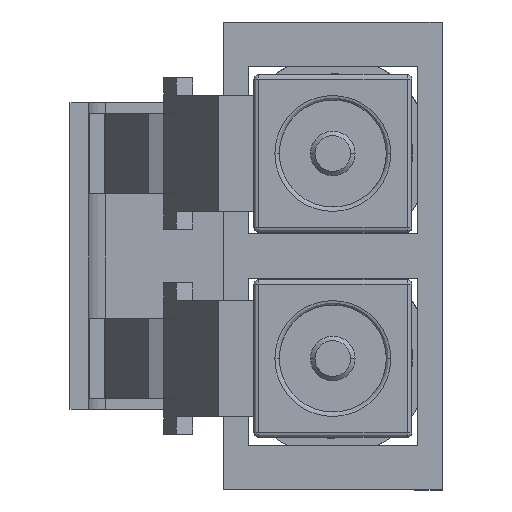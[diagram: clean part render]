
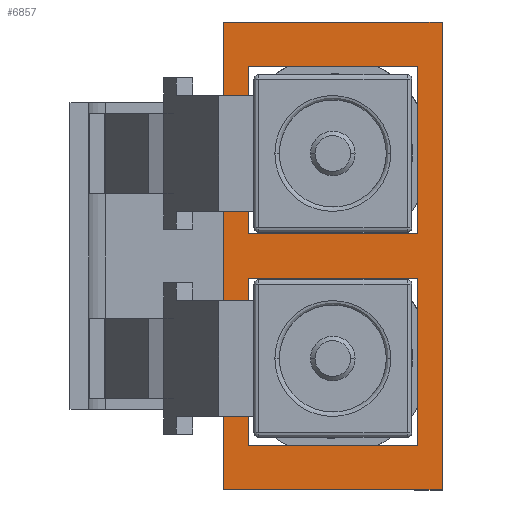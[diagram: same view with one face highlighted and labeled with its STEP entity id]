
A CAD part, left-side view. The second image highlights one B-rep face of the part: STEP entity #6857.
In plain terms, the highlighted face is planar.
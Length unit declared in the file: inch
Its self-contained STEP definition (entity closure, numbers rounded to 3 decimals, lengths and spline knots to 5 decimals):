
#737 = CARTESIAN_POINT ( 'NONE',  ( 0.2625, 0., 0.1225 ) ) ;
#738 = DIRECTION ( 'NONE',  ( 1., 0., 0. ) ) ;
#739 = VECTOR ( 'NONE', #738, 39.37008 ) ;
#740 = CARTESIAN_POINT ( 'NONE',  ( -0.2625, 0., 0.1225 ) ) ;
#741 = LINE ( 'NONE', #740, #739 ) ;
#769 = CARTESIAN_POINT ( 'NONE',  ( -0.2625, 0., 0.1225 ) ) ;
#770 = CARTESIAN_POINT ( 'NONE',  ( -0.2625, 0., -0.1225 ) ) ;
#771 = DIRECTION ( 'NONE',  ( 0., 0., 1. ) ) ;
#772 = VECTOR ( 'NONE', #771, 39.37008 ) ;
#773 = CARTESIAN_POINT ( 'NONE',  ( -0.2625, 0., -0.1225 ) ) ;
#774 = LINE ( 'NONE', #773, #772 ) ;
#815 = LINE ( 'NONE', #873, #872 ) ;
#844 = LINE ( 'NONE', #906, #905 ) ;
#845 = CARTESIAN_POINT ( 'NONE',  ( 0.2125, 0., -0.095 ) ) ;
#846 = DIRECTION ( 'NONE',  ( 0., 0., -1. ) ) ;
#847 = VECTOR ( 'NONE', #846, 39.37008 ) ;
#848 = CARTESIAN_POINT ( 'NONE',  ( 0.2125, 0., 0.095 ) ) ;
#849 = LINE ( 'NONE', #848, #847 ) ;
#870 = CARTESIAN_POINT ( 'NONE',  ( 0.2625, 0., -0.1225 ) ) ;
#871 = DIRECTION ( 'NONE',  ( 0., 0., -1. ) ) ;
#872 = VECTOR ( 'NONE', #871, 39.37008 ) ;
#873 = CARTESIAN_POINT ( 'NONE',  ( 0.2625, 0., -0.1225 ) ) ;
#879 = CARTESIAN_POINT ( 'NONE',  ( 0.025, 0., 0.095 ) ) ;
#880 = CARTESIAN_POINT ( 'NONE',  ( 0.025, 0., -0.095 ) ) ;
#881 = DIRECTION ( 'NONE',  ( 0., 0., 1. ) ) ;
#882 = VECTOR ( 'NONE', #881, 39.37008 ) ;
#883 = CARTESIAN_POINT ( 'NONE',  ( 0.025, 0., 0.095 ) ) ;
#884 = LINE ( 'NONE', #883, #882 ) ;
#885 = DIRECTION ( 'NONE',  ( 0., 0., 1. ) ) ;
#886 = DIRECTION ( 'NONE',  ( 0., 1., 0. ) ) ;
#887 = CARTESIAN_POINT ( 'NONE',  ( -0.2625, 0., -0.1225 ) ) ;
#888 = AXIS2_PLACEMENT_3D ( 'NONE', #887, #886, #885 ) ;
#889 = PLANE ( 'NONE',  #888 ) ;
#890 = FACE_OUTER_BOUND ( 'NONE', #6910, .T. ) ;
#891 = FACE_BOUND ( 'NONE', #6843, .T. ) ;
#892 = FACE_BOUND ( 'NONE', #6858, .T. ) ;
#893 = CARTESIAN_POINT ( 'NONE',  ( -0.025, 0., -0.095 ) ) ;
#894 = DIRECTION ( 'NONE',  ( 0., 0., -1. ) ) ;
#895 = VECTOR ( 'NONE', #894, 39.37008 ) ;
#896 = CARTESIAN_POINT ( 'NONE',  ( -0.025, 0., 0.095 ) ) ;
#897 = LINE ( 'NONE', #896, #895 ) ;
#898 = CARTESIAN_POINT ( 'NONE',  ( -0.025, 0., 0.095 ) ) ;
#899 = CARTESIAN_POINT ( 'NONE',  ( -0.2125, 0., 0.095 ) ) ;
#900 = DIRECTION ( 'NONE',  ( 1., 0., 0. ) ) ;
#901 = VECTOR ( 'NONE', #900, 39.37008 ) ;
#902 = CARTESIAN_POINT ( 'NONE',  ( -0.025, 0., 0.095 ) ) ;
#903 = LINE ( 'NONE', #902, #901 ) ;
#904 = DIRECTION ( 'NONE',  ( -1., 0., 0. ) ) ;
#905 = VECTOR ( 'NONE', #904, 39.37008 ) ;
#906 = CARTESIAN_POINT ( 'NONE',  ( 0.025, 0., -0.095 ) ) ;
#919 = DIRECTION ( 'NONE',  ( -1., 0., 0. ) ) ;
#920 = VECTOR ( 'NONE', #919, 39.37008 ) ;
#921 = CARTESIAN_POINT ( 'NONE',  ( -0.2625, 0., -0.1225 ) ) ;
#922 = LINE ( 'NONE', #921, #920 ) ;
#1000 = LINE ( 'NONE', #1050, #1049 ) ;
#1002 = CARTESIAN_POINT ( 'NONE',  ( -0.2125, 0., -0.095 ) ) ;
#1003 = DIRECTION ( 'NONE',  ( -1., 0., 0. ) ) ;
#1004 = VECTOR ( 'NONE', #1003, 39.37008 ) ;
#1005 = CARTESIAN_POINT ( 'NONE',  ( -0.025, 0., -0.095 ) ) ;
#1006 = LINE ( 'NONE', #1005, #1004 ) ;
#1023 = LINE ( 'NONE', #1028, #1086 ) ;
#1028 = CARTESIAN_POINT ( 'NONE',  ( 0.025, 0., 0.095 ) ) ;
#1048 = DIRECTION ( 'NONE',  ( 0., 0., 1. ) ) ;
#1049 = VECTOR ( 'NONE', #1048, 39.37008 ) ;
#1050 = CARTESIAN_POINT ( 'NONE',  ( -0.2125, 0., 0.095 ) ) ;
#1084 = CARTESIAN_POINT ( 'NONE',  ( 0.2125, 0., 0.095 ) ) ;
#1085 = DIRECTION ( 'NONE',  ( 1., 0., 0. ) ) ;
#1086 = VECTOR ( 'NONE', #1085, 39.37008 ) ;
#6757 = EDGE_CURVE ( 'NONE', #6775, #6758, #741, .T. ) ;
#6758 = VERTEX_POINT ( 'NONE', #737 ) ;
#6773 = EDGE_CURVE ( 'NONE', #6774, #6775, #774, .T. ) ;
#6774 = VERTEX_POINT ( 'NONE', #770 ) ;
#6775 = VERTEX_POINT ( 'NONE', #769 ) ;
#6825 = EDGE_CURVE ( 'NONE', #6758, #6826, #815, .T. ) ;
#6826 = VERTEX_POINT ( 'NONE', #870 ) ;
#6838 = ORIENTED_EDGE ( 'NONE', *, *, #6839, .T. ) ;
#6839 = EDGE_CURVE ( 'NONE', #6920, #6840, #849, .T. ) ;
#6840 = VERTEX_POINT ( 'NONE', #845 ) ;
#6841 = ORIENTED_EDGE ( 'NONE', *, *, #6842, .T. ) ;
#6842 = EDGE_CURVE ( 'NONE', #6840, #6861, #844, .T. ) ;
#6843 = EDGE_LOOP ( 'NONE', ( #6844, #6848, #6905, #6908 ) ) ;
#6844 = ORIENTED_EDGE ( 'NONE', *, *, #6845, .T. ) ;
#6845 = EDGE_CURVE ( 'NONE', #6846, #6847, #903, .T. ) ;
#6846 = VERTEX_POINT ( 'NONE', #899 ) ;
#6847 = VERTEX_POINT ( 'NONE', #898 ) ;
#6848 = ORIENTED_EDGE ( 'NONE', *, *, #6849, .T. ) ;
#6849 = EDGE_CURVE ( 'NONE', #6847, #6850, #897, .T. ) ;
#6850 = VERTEX_POINT ( 'NONE', #893 ) ;
#6857 = ADVANCED_FACE ( 'NONE', ( #892, #891, #890 ), #889, .F. ) ;
#6858 = EDGE_LOOP ( 'NONE', ( #6859, #6918, #6838, #6841 ) ) ;
#6859 = ORIENTED_EDGE ( 'NONE', *, *, #6860, .T. ) ;
#6860 = EDGE_CURVE ( 'NONE', #6861, #6862, #884, .T. ) ;
#6861 = VERTEX_POINT ( 'NONE', #880 ) ;
#6862 = VERTEX_POINT ( 'NONE', #879 ) ;
#6880 = EDGE_CURVE ( 'NONE', #6826, #6774, #922, .T. ) ;
#6905 = ORIENTED_EDGE ( 'NONE', *, *, #6906, .T. ) ;
#6906 = EDGE_CURVE ( 'NONE', #6850, #6907, #1006, .T. ) ;
#6907 = VERTEX_POINT ( 'NONE', #1002 ) ;
#6908 = ORIENTED_EDGE ( 'NONE', *, *, #6909, .T. ) ;
#6909 = EDGE_CURVE ( 'NONE', #6907, #6846, #1000, .T. ) ;
#6910 = EDGE_LOOP ( 'NONE', ( #6911, #6912, #6913, #6914 ) ) ;
#6911 = ORIENTED_EDGE ( 'NONE', *, *, #6773, .F. ) ;
#6912 = ORIENTED_EDGE ( 'NONE', *, *, #6880, .F. ) ;
#6913 = ORIENTED_EDGE ( 'NONE', *, *, #6825, .F. ) ;
#6914 = ORIENTED_EDGE ( 'NONE', *, *, #6757, .F. ) ;
#6918 = ORIENTED_EDGE ( 'NONE', *, *, #6919, .T. ) ;
#6919 = EDGE_CURVE ( 'NONE', #6862, #6920, #1023, .T. ) ;
#6920 = VERTEX_POINT ( 'NONE', #1084 ) ;
